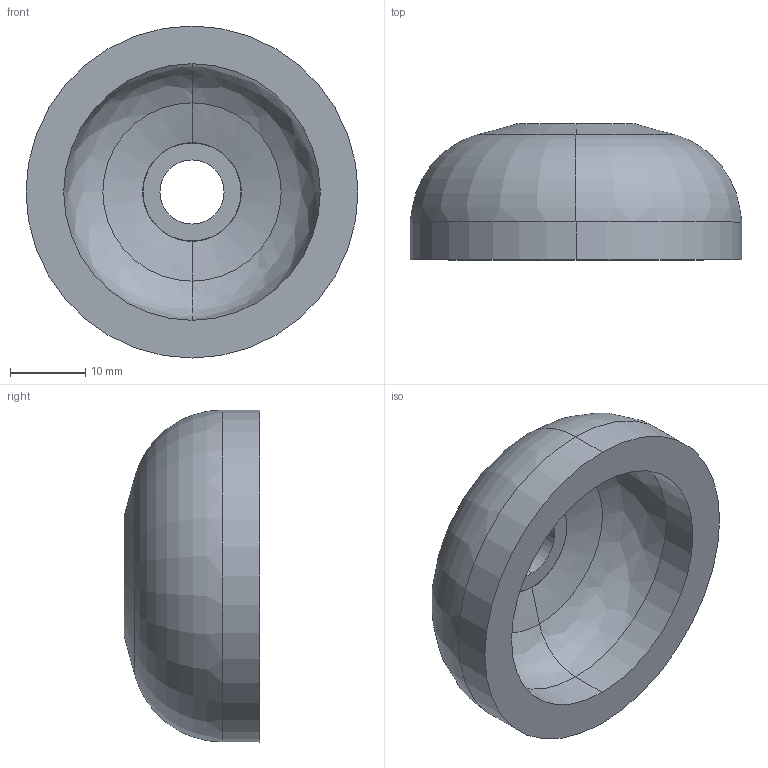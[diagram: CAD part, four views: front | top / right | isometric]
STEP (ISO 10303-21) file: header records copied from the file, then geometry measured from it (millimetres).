
FILE_DESCRIPTION (( 'STEP AP214' ), '1' );
FILE_NAME ('6901003', '2019-02-01T14:31:51', ( '' ), ('JUGARD+KÜNSTNER GmbH'), 'SwSTEP 2.0', 'SolidWorks 2017', '' );
FILE_SCHEMA (( 'AUTOMOTIVE_DESIGN' ));
Length unit declared in the file: millimetre
Products named in the file (1): 6901003_CNAJF00
Bounding box: 44 x 18 x 44 mm (x, y, z)
Volume: 11969.9 mm3; surface area: 5589.3 mm2
Topology: 1 solids, 1 shells, 18 faces, 36 edges, 22 vertices
Faces by surface type: cylinder 6, cone 4, bspline 3, plane 3, torus 2
Entity records: 627 total; most frequent: CARTESIAN_POINT 206, DIRECTION 90, ORIENTED_EDGE 72, AXIS2_PLACEMENT_3D 40, EDGE_CURVE 36, CIRCLE 24, EDGE_LOOP 22, VERTEX_POINT 22
